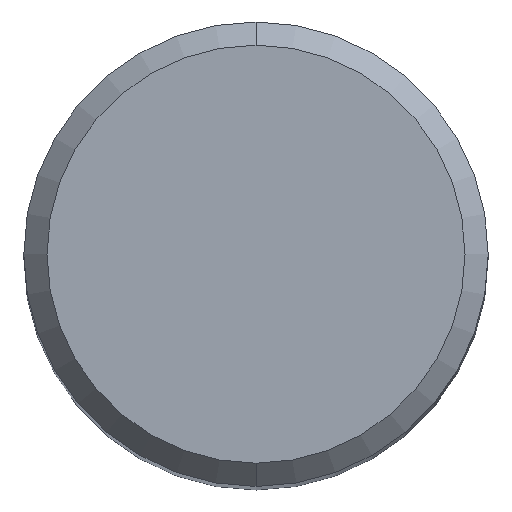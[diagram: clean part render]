
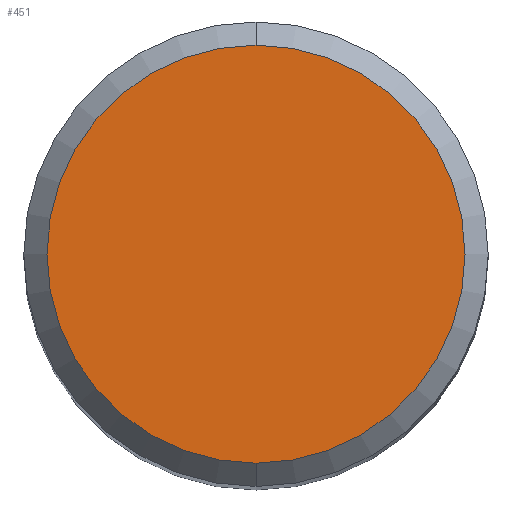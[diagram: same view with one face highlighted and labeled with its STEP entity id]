
A CAD part, top view. The second image highlights one B-rep face of the part: STEP entity #451.
In plain terms, the highlighted planar face has unit normal (0, 0, 1).
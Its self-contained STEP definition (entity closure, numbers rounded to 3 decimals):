
#195=VERTEX_POINT('',#496);
#303=EDGE_CURVE('',#195,#391,#612,.T.);
#329=EDGE_CURVE('',#391,#195,#639,.T.);
#391=VERTEX_POINT('',#707);
#451=ADVANCED_FACE('',(#778),#779,.T.);
#496=CARTESIAN_POINT('',(0.0,3.6,0.0));
#612=CIRCLE('',#1146,3.6);
#639=CIRCLE('',#1180,3.6);
#707=CARTESIAN_POINT('',(0.,-3.6,0.0));
#778=FACE_OUTER_BOUND('',#1420,.T.);
#779=PLANE('',#1421);
#1146=AXIS2_PLACEMENT_3D('',#1548,#1549,#1550);
#1180=AXIS2_PLACEMENT_3D('',#1566,#1567,#1568);
#1420=EDGE_LOOP('',(#1768,#1769));
#1421=AXIS2_PLACEMENT_3D('',#1770,#1771,#1772);
#1548=CARTESIAN_POINT('',(0.0,0.0,0.0));
#1549=DIRECTION('',(0.0,0.0,-1.0));
#1550=DIRECTION('',(0.0,1.0,0.0));
#1566=CARTESIAN_POINT('',(0.0,0.0,0.0));
#1567=DIRECTION('',(0.0,0.0,-1.0));
#1568=DIRECTION('',(0.0,1.0,0.0));
#1768=ORIENTED_EDGE('',*,*,#303,.F.);
#1769=ORIENTED_EDGE('',*,*,#329,.F.);
#1770=CARTESIAN_POINT('',(0.0,1.8,0.0));
#1771=DIRECTION('',(-0.0,0.0,1.0));
#1772=DIRECTION('',(0.0,-1.0,0.0));
